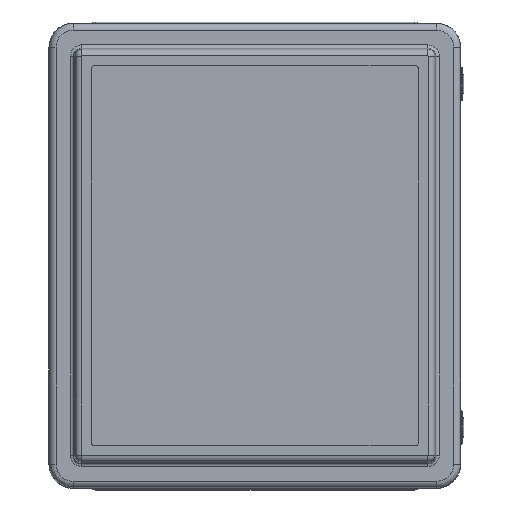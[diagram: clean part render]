
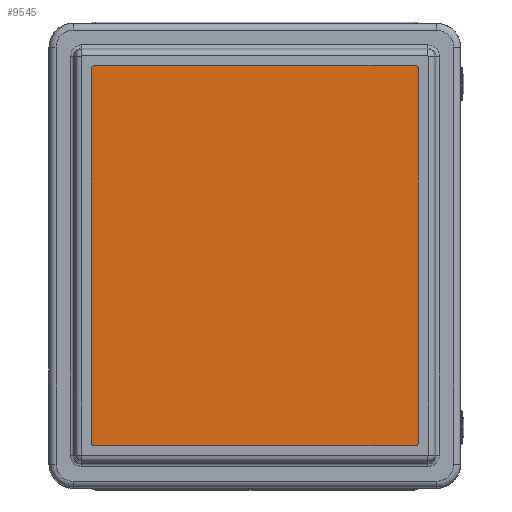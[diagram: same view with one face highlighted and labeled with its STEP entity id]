
A CAD part, top view. The second image highlights one B-rep face of the part: STEP entity #9545.
In plain terms, the highlighted planar face has unit normal (0, 0, 1).
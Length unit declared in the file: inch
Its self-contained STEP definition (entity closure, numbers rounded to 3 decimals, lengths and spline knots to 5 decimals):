
#503 = CARTESIAN_POINT ( 'NONE',  ( 5.99511, -7.125, 1.69742 ) ) ;
#2725 = CARTESIAN_POINT ( 'NONE',  ( 5.99511, 7., 1.69742 ) ) ;
#2824 = LINE ( 'NONE', #50892, #32795 ) ;
#3203 = AXIS2_PLACEMENT_3D ( 'NONE', #2725, #3363, #50536 ) ;
#3363 = DIRECTION ( 'NONE',  ( 0., 0., -1. ) ) ;
#5237 = VERTEX_POINT ( 'NONE', #20033 ) ;
#5902 = EDGE_LOOP ( 'NONE', ( #53618, #45850, #33221, #30780, #51039, #10033, #37960, #15898 ) ) ;
#7895 = CARTESIAN_POINT ( 'NONE',  ( -6.00489, 7., 1.69742 ) ) ;
#8384 = DIRECTION ( 'NONE',  ( 0., -1., 0. ) ) ;
#8574 = DIRECTION ( 'NONE',  ( 0., 0., -1. ) ) ;
#9403 = CIRCLE ( 'NONE', #25660, 0.125 ) ;
#9545 = ADVANCED_FACE ( 'NONE', ( #32874 ), #24261, .T. ) ;
#10033 = ORIENTED_EDGE ( 'NONE', *, *, #59586, .F. ) ;
#10530 = CARTESIAN_POINT ( 'NONE',  ( -6.00489, -7., 1.69742 ) ) ;
#10780 = AXIS2_PLACEMENT_3D ( 'NONE', #7895, #12720, #30948 ) ;
#12391 = DIRECTION ( 'NONE',  ( 0., 1., 0. ) ) ;
#12496 = VECTOR ( 'NONE', #8384, 39.37008 ) ;
#12720 = DIRECTION ( 'NONE',  ( 0., 0., -1. ) ) ;
#13002 = CARTESIAN_POINT ( 'NONE',  ( -6.12989, 7., 1.69742 ) ) ;
#15684 = VECTOR ( 'NONE', #48383, 39.37008 ) ;
#15898 = ORIENTED_EDGE ( 'NONE', *, *, #23264, .F. ) ;
#16251 = LINE ( 'NONE', #36052, #12496 ) ;
#18289 = AXIS2_PLACEMENT_3D ( 'NONE', #57601, #34028, #34444 ) ;
#19829 = VERTEX_POINT ( 'NONE', #34520 ) ;
#20033 = CARTESIAN_POINT ( 'NONE',  ( 5.99511, 7.125, 1.69742 ) ) ;
#20866 = VERTEX_POINT ( 'NONE', #61903 ) ;
#20870 = DIRECTION ( 'NONE',  ( -1., 0., 0. ) ) ;
#22122 = CARTESIAN_POINT ( 'NONE',  ( 6.12011, 7., 1.69742 ) ) ;
#23264 = EDGE_CURVE ( 'NONE', #30033, #34308, #32888, .T. ) ;
#23551 = CARTESIAN_POINT ( 'NONE',  ( 6.12011, -7., 1.69742 ) ) ;
#24261 = PLANE ( 'NONE',  #18289 ) ;
#25660 = AXIS2_PLACEMENT_3D ( 'NONE', #10530, #53342, #20870 ) ;
#25985 = VECTOR ( 'NONE', #12391, 39.37008 ) ;
#28183 = CIRCLE ( 'NONE', #3203, 0.125 ) ;
#28924 = LINE ( 'NONE', #13002, #25985 ) ;
#30033 = VERTEX_POINT ( 'NONE', #23551 ) ;
#30480 = EDGE_CURVE ( 'NONE', #54048, #50991, #59799, .T. ) ;
#30780 = ORIENTED_EDGE ( 'NONE', *, *, #30480, .F. ) ;
#30948 = DIRECTION ( 'NONE',  ( -1., 0., 0. ) ) ;
#31510 = VERTEX_POINT ( 'NONE', #22122 ) ;
#31540 = EDGE_CURVE ( 'NONE', #20866, #54048, #28924, .T. ) ;
#32795 = VECTOR ( 'NONE', #41525, 39.37008 ) ;
#32874 = FACE_OUTER_BOUND ( 'NONE', #5902, .T. ) ;
#32888 = CIRCLE ( 'NONE', #33868, 0.125 ) ;
#33221 = ORIENTED_EDGE ( 'NONE', *, *, #41121, .F. ) ;
#33868 = AXIS2_PLACEMENT_3D ( 'NONE', #42233, #8574, #46845 ) ;
#34028 = DIRECTION ( 'NONE',  ( 0., 0., 1. ) ) ;
#34308 = VERTEX_POINT ( 'NONE', #503 ) ;
#34444 = DIRECTION ( 'NONE',  ( 1., 0., 0. ) ) ;
#34520 = CARTESIAN_POINT ( 'NONE',  ( -6.00489, -7.125, 1.69742 ) ) ;
#35754 = CARTESIAN_POINT ( 'NONE',  ( -6.12989, 7., 1.69742 ) ) ;
#36052 = CARTESIAN_POINT ( 'NONE',  ( 6.12011, -7., 1.69742 ) ) ;
#37960 = ORIENTED_EDGE ( 'NONE', *, *, #49069, .F. ) ;
#38808 = CARTESIAN_POINT ( 'NONE',  ( -6.00489, 7.125, 1.69742 ) ) ;
#41121 = EDGE_CURVE ( 'NONE', #50991, #5237, #57514, .T. ) ;
#41525 = DIRECTION ( 'NONE',  ( -1., 0., 0. ) ) ;
#41666 = EDGE_CURVE ( 'NONE', #31510, #30033, #16251, .T. ) ;
#42233 = CARTESIAN_POINT ( 'NONE',  ( 5.99511, -7., 1.69742 ) ) ;
#45850 = ORIENTED_EDGE ( 'NONE', *, *, #46049, .F. ) ;
#46049 = EDGE_CURVE ( 'NONE', #5237, #31510, #28183, .T. ) ;
#46845 = DIRECTION ( 'NONE',  ( -1., 0., 0. ) ) ;
#48383 = DIRECTION ( 'NONE',  ( 1., 0., 0. ) ) ;
#49069 = EDGE_CURVE ( 'NONE', #34308, #19829, #2824, .T. ) ;
#50536 = DIRECTION ( 'NONE',  ( -1., 0., 0. ) ) ;
#50892 = CARTESIAN_POINT ( 'NONE',  ( -6.00489, -7.125, 1.69742 ) ) ;
#50991 = VERTEX_POINT ( 'NONE', #38808 ) ;
#51039 = ORIENTED_EDGE ( 'NONE', *, *, #31540, .F. ) ;
#53342 = DIRECTION ( 'NONE',  ( 0., 0., -1. ) ) ;
#53618 = ORIENTED_EDGE ( 'NONE', *, *, #41666, .F. ) ;
#54048 = VERTEX_POINT ( 'NONE', #35754 ) ;
#57514 = LINE ( 'NONE', #57805, #15684 ) ;
#57601 = CARTESIAN_POINT ( 'NONE',  ( -0.00489, 0., 1.69742 ) ) ;
#57805 = CARTESIAN_POINT ( 'NONE',  ( 5.99511, 7.125, 1.69742 ) ) ;
#59586 = EDGE_CURVE ( 'NONE', #19829, #20866, #9403, .T. ) ;
#59799 = CIRCLE ( 'NONE', #10780, 0.125 ) ;
#61903 = CARTESIAN_POINT ( 'NONE',  ( -6.12989, -7., 1.69742 ) ) ;
